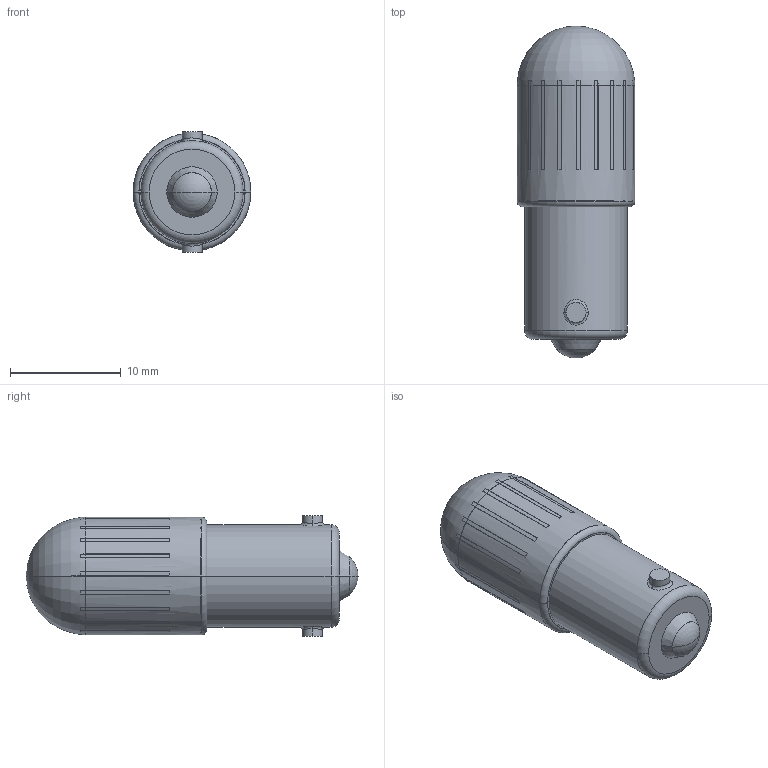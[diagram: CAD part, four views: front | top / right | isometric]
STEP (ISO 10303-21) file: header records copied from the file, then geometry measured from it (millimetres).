
FILE_DESCRIPTION (( 'STEP AP203' ), '1' );
FILE_NAME ('B2A-R230.STEP', '2019-05-14T21:45:10', ( '' ), ( '' ), 'SwSTEP 2.0', 'SolidWorks 2018', '' );
FILE_SCHEMA (( 'CONFIG_CONTROL_DESIGN' ));
Length unit declared in the file: inch
Products named in the file (1): B2A-R230
Bounding box: 10.62 x 29.97 x 10.92 mm (x, y, z)
Volume: 849.8 mm3; surface area: 2070.5 mm2
Topology: 1 solids, 3 shells, 155 faces, 408 edges, 257 vertices
Faces by surface type: plane 71, cylinder 46, torus 28, bspline 4, sphere 4, cone 2
Entity records: 5177 total; most frequent: CARTESIAN_POINT 1217, DIRECTION 896, ORIENTED_EDGE 780, EDGE_CURVE 390, AXIS2_PLACEMENT_3D 374, VERTEX_POINT 251, CIRCLE 222, EDGE_LOOP 169
